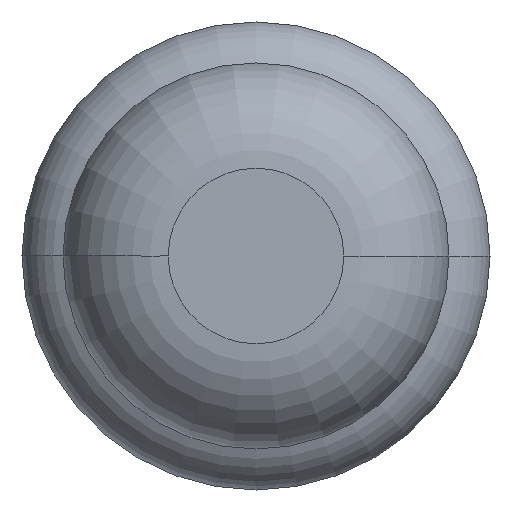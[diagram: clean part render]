
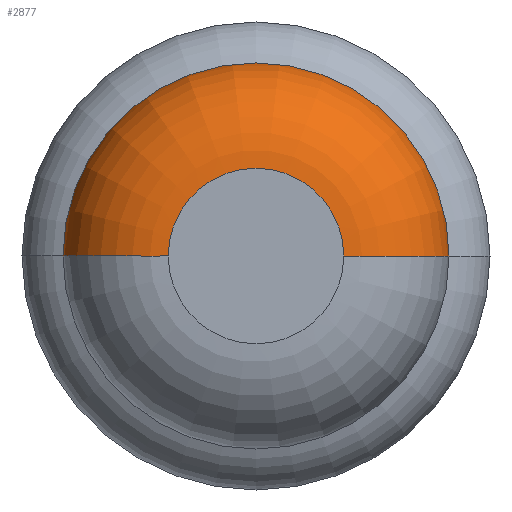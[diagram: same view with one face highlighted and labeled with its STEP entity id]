
A CAD part, front view. The second image highlights one B-rep face of the part: STEP entity #2877.
In plain terms, the highlighted toroidal (fillet/blend) face has major radius 0.375 mm and minor radius 0.45 mm.
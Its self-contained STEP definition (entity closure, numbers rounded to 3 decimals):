
#194 = CIRCLE ( 'NONE', #2092, 0.825 ) ;
#237 = CARTESIAN_POINT ( 'NONE',  ( 0., -31.55, 0. ) ) ;
#291 = ORIENTED_EDGE ( 'NONE', *, *, #2301, .T. ) ;
#344 = EDGE_CURVE ( 'Defeature ausgef�hrt1_7+Defeature ausgef�hrt1_8+Defeature ausgef�hrt1_8+Defeature ausgef�hrt1_8', #620, #2533, #1901, .T. ) ;
#404 = AXIS2_PLACEMENT_3D ( 'NONE', #4175, #2605, #1323 ) ;
#415 = CARTESIAN_POINT ( 'NONE',  ( 0.375, -31.55, 0. ) ) ;
#620 = VERTEX_POINT ( 'NONE', #2108 ) ;
#667 = ORIENTED_EDGE ( 'NONE', *, *, #1836, .T. ) ;
#700 = CARTESIAN_POINT ( 'NONE',  ( -0.375, -32., 0. ) ) ;
#807 = EDGE_LOOP ( 'NONE', ( #291, #667, #1330, #2020 ) ) ;
#1075 = CARTESIAN_POINT ( 'NONE',  ( -0.375, -31.55, 0. ) ) ;
#1214 = DIRECTION ( 'NONE',  ( 1., 0., 0. ) ) ;
#1280 = TOROIDAL_SURFACE ( 'NONE', #2201, 0.375, 0.45 ) ;
#1323 = DIRECTION ( 'NONE',  ( 1., 0., 0. ) ) ;
#1330 = ORIENTED_EDGE ( 'NONE', *, *, #344, .F. ) ;
#1561 = DIRECTION ( 'NONE',  ( 0., -1., 0. ) ) ;
#1714 = AXIS2_PLACEMENT_3D ( 'NONE', #1075, #3356, #2385 ) ;
#1716 = DIRECTION ( 'NONE',  ( -1., 0., 0. ) ) ;
#1836 = EDGE_CURVE ( 'NONE', #4131, #2533, #2866, .T. ) ;
#1841 = CARTESIAN_POINT ( 'NONE',  ( 0., -31.55, 0. ) ) ;
#1901 = CIRCLE ( 'NONE', #404, 0.375 ) ;
#2020 = ORIENTED_EDGE ( 'NONE', *, *, #2598, .F. ) ;
#2092 = AXIS2_PLACEMENT_3D ( 'NONE', #1841, #3802, #3813 ) ;
#2108 = CARTESIAN_POINT ( 'NONE',  ( 0.375, -32., 0. ) ) ;
#2201 = AXIS2_PLACEMENT_3D ( 'NONE', #237, #1561, #1214 ) ;
#2301 = EDGE_CURVE ( 'Defeature ausgef�hrt1_8+Defeature ausgef�hrt1_9+Defeature ausgef�hrt1_9+Defeature ausgef�hrt1_9', #4168, #4131, #194, .T. ) ;
#2385 = DIRECTION ( 'NONE',  ( 1., 0., 0. ) ) ;
#2473 = CARTESIAN_POINT ( 'NONE',  ( -0.825, -31.55, 0. ) ) ;
#2533 = VERTEX_POINT ( 'NONE', #700 ) ;
#2598 = EDGE_CURVE ( 'NONE', #4168, #620, #2727, .T. ) ;
#2605 = DIRECTION ( 'NONE',  ( 0., -1., 0. ) ) ;
#2727 = CIRCLE ( 'NONE', #3921, 0.45 ) ;
#2866 = CIRCLE ( 'NONE', #1714, 0.45 ) ;
#2877 = ADVANCED_FACE ( 'Defeature ausgef�hrt1_8', ( #3866 ), #1280, .T. ) ;
#3015 = DIRECTION ( 'NONE',  ( 0., 0., -1. ) ) ;
#3356 = DIRECTION ( 'NONE',  ( 0., 0., 1. ) ) ;
#3780 = CARTESIAN_POINT ( 'NONE',  ( 0.825, -31.55, 0. ) ) ;
#3802 = DIRECTION ( 'NONE',  ( 0., -1., 0. ) ) ;
#3813 = DIRECTION ( 'NONE',  ( 1., 0., 0. ) ) ;
#3866 = FACE_OUTER_BOUND ( 'NONE', #807, .T. ) ;
#3921 = AXIS2_PLACEMENT_3D ( 'NONE', #415, #3015, #1716 ) ;
#4131 = VERTEX_POINT ( 'NONE', #2473 ) ;
#4168 = VERTEX_POINT ( 'NONE', #3780 ) ;
#4175 = CARTESIAN_POINT ( 'NONE',  ( 0., -32., 0. ) ) ;
